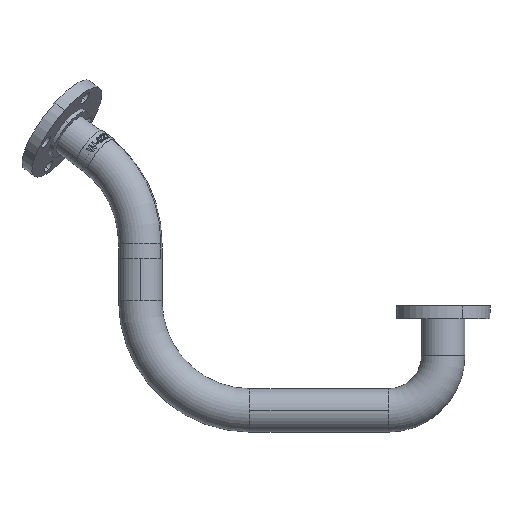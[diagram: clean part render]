
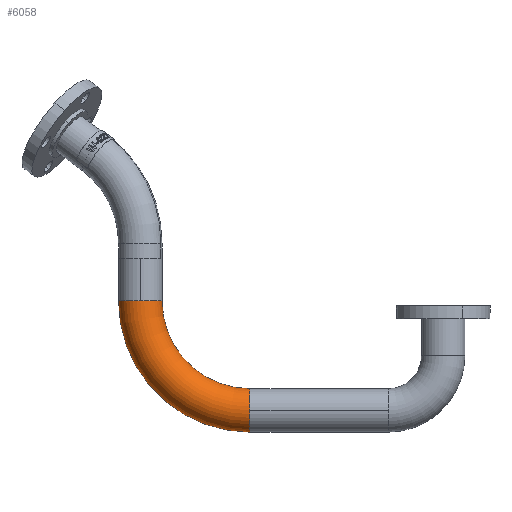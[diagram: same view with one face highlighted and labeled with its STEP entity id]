
A CAD part, top view. The second image highlights one B-rep face of the part: STEP entity #6058.
In plain terms, the highlighted toroidal (fillet/blend) face has major radius 152 mm and minor radius 30.15 mm.
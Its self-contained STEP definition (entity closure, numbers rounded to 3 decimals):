
#748 = CARTESIAN_POINT ( 'NONE',  ( 0., 168., 0. ) ) ;
#813 = DIRECTION ( 'NONE',  ( 0., 1., 0. ) ) ;
#836 = CARTESIAN_POINT ( 'NONE',  ( 0., 168., 0. ) ) ;
#931 = CIRCLE ( 'NONE', #1294, 30.15 ) ;
#1294 = AXIS2_PLACEMENT_3D ( 'NONE', #9685, #8742, #7020 ) ;
#1677 = DIRECTION ( 'NONE',  ( 0., 0., 1. ) ) ;
#1695 = EDGE_CURVE ( 'NONE', #11180, #5734, #3574, .T. ) ;
#1710 = AXIS2_PLACEMENT_3D ( 'NONE', #7621, #9387, #3028 ) ;
#1848 = EDGE_CURVE ( 'NONE', #7597, #8678, #2240, .T. ) ;
#2158 = CARTESIAN_POINT ( 'NONE',  ( 152., 289.85, 0. ) ) ;
#2240 = CIRCLE ( 'NONE', #10246, 30.15 ) ;
#2281 = TOROIDAL_SURFACE ( 'NONE', #1710, 152., 30.15 ) ;
#2471 = CIRCLE ( 'NONE', #9136, 182.15 ) ;
#2676 = EDGE_LOOP ( 'NONE', ( #11477, #2956, #6657, #11276, #8094, #5463 ) ) ;
#2956 = ORIENTED_EDGE ( 'NONE', *, *, #1848, .F. ) ;
#3028 = DIRECTION ( 'NONE',  ( 1., 0., 0. ) ) ;
#3441 = CARTESIAN_POINT ( 'NONE',  ( 152., 320., 0. ) ) ;
#3574 = CIRCLE ( 'NONE', #7395, 30.15 ) ;
#3868 = EDGE_CURVE ( 'NONE', #5468, #7597, #931, .T. ) ;
#4129 = CARTESIAN_POINT ( 'NONE',  ( 152., 168., 0. ) ) ;
#4528 = EDGE_CURVE ( 'NONE', #5734, #11377, #8737, .T. ) ;
#5075 = CARTESIAN_POINT ( 'NONE',  ( -30.15, 168., 0. ) ) ;
#5241 = CARTESIAN_POINT ( 'NONE',  ( 152., 350.15, 0. ) ) ;
#5345 = EDGE_CURVE ( 'NONE', #8678, #11377, #2471, .T. ) ;
#5463 = ORIENTED_EDGE ( 'NONE', *, *, #4528, .T. ) ;
#5468 = VERTEX_POINT ( 'NONE', #2158 ) ;
#5734 = VERTEX_POINT ( 'NONE', #6562 ) ;
#5922 = DIRECTION ( 'NONE',  ( 0., 0., 1. ) ) ;
#6058 = ADVANCED_FACE ( 'NONE', ( #6604 ), #2281, .T. ) ;
#6484 = AXIS2_PLACEMENT_3D ( 'NONE', #8833, #1677, #11407 ) ;
#6562 = CARTESIAN_POINT ( 'NONE',  ( 0., 168., -30.15 ) ) ;
#6604 = FACE_OUTER_BOUND ( 'NONE', #2676, .T. ) ;
#6624 = CARTESIAN_POINT ( 'NONE',  ( 152., 320., -30.15 ) ) ;
#6657 = ORIENTED_EDGE ( 'NONE', *, *, #3868, .F. ) ;
#6824 = DIRECTION ( 'NONE',  ( 1., 0., 0. ) ) ;
#7020 = DIRECTION ( 'NONE',  ( 0., 1., 0. ) ) ;
#7395 = AXIS2_PLACEMENT_3D ( 'NONE', #836, #10613, #10730 ) ;
#7597 = VERTEX_POINT ( 'NONE', #6624 ) ;
#7621 = CARTESIAN_POINT ( 'NONE',  ( 152., 168., 0. ) ) ;
#7772 = CARTESIAN_POINT ( 'NONE',  ( 30.15, 168., 0. ) ) ;
#8094 = ORIENTED_EDGE ( 'NONE', *, *, #1695, .T. ) ;
#8386 = CIRCLE ( 'NONE', #6484, 121.85 ) ;
#8678 = VERTEX_POINT ( 'NONE', #5241 ) ;
#8737 = CIRCLE ( 'NONE', #11418, 30.15 ) ;
#8742 = DIRECTION ( 'NONE',  ( 1., 0., 0. ) ) ;
#8833 = CARTESIAN_POINT ( 'NONE',  ( 152., 168., 0. ) ) ;
#8977 = DIRECTION ( 'NONE',  ( -1., 0., 0. ) ) ;
#8990 = DIRECTION ( 'NONE',  ( 0., 1., 0. ) ) ;
#9136 = AXIS2_PLACEMENT_3D ( 'NONE', #4129, #5922, #6824 ) ;
#9387 = DIRECTION ( 'NONE',  ( 0., 0., 1. ) ) ;
#9685 = CARTESIAN_POINT ( 'NONE',  ( 152., 320., 0. ) ) ;
#10246 = AXIS2_PLACEMENT_3D ( 'NONE', #3441, #11500, #8990 ) ;
#10613 = DIRECTION ( 'NONE',  ( 0., 1., 0. ) ) ;
#10730 = DIRECTION ( 'NONE',  ( -1., 0., 0. ) ) ;
#11180 = VERTEX_POINT ( 'NONE', #7772 ) ;
#11276 = ORIENTED_EDGE ( 'NONE', *, *, #11393, .T. ) ;
#11377 = VERTEX_POINT ( 'NONE', #5075 ) ;
#11393 = EDGE_CURVE ( 'NONE', #5468, #11180, #8386, .T. ) ;
#11407 = DIRECTION ( 'NONE',  ( 1., 0., 0. ) ) ;
#11418 = AXIS2_PLACEMENT_3D ( 'NONE', #748, #813, #8977 ) ;
#11477 = ORIENTED_EDGE ( 'NONE', *, *, #5345, .F. ) ;
#11500 = DIRECTION ( 'NONE',  ( 1., 0., 0. ) ) ;
